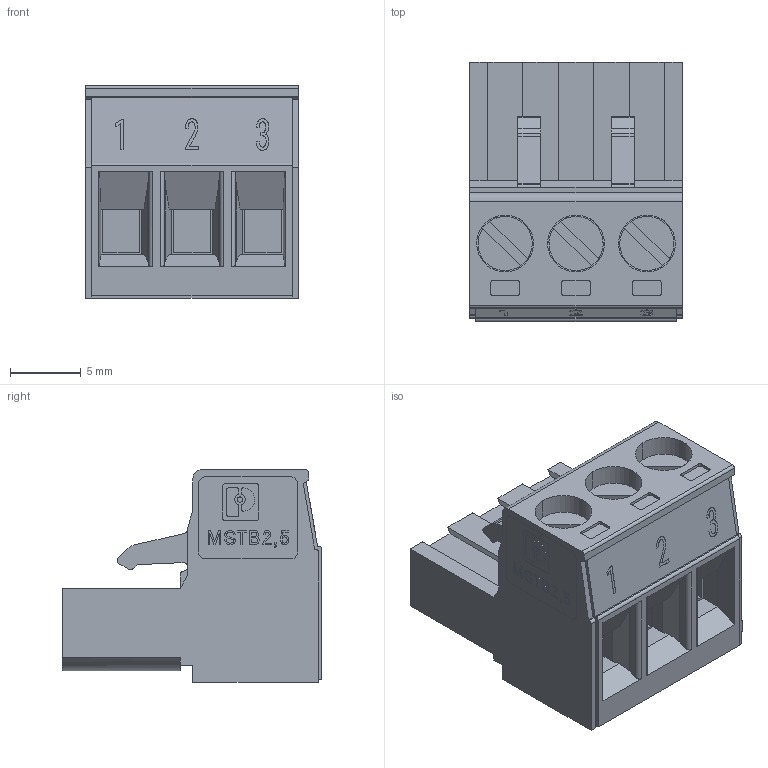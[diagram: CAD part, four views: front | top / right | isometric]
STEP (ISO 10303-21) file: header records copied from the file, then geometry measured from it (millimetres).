
FILE_DESCRIPTION(('STEP AP242'),'1');
FILE_NAME('1765344.stp','2023-05-12T10:12:56',('TraceParts'),('TraceParts S.A.'),'Spatial InterOp 3D',' ',' ');
FILE_SCHEMA(('AP242_MANAGED_MODEL_BASED_3D_ENGINEERING_MIM_LF {1 0 10303 442 1 1 4}'));
Length unit declared in the file: millimetre
Products named in the file (1): 1765344_1
Bounding box: 15.06 x 18.3 x 15 mm (x, y, z)
Volume: 2119.3 mm3; surface area: 3356.2 mm2
Topology: 10 solids, 10 shells, 735 faces, 2015 edges, 1332 vertices
Faces by surface type: plane 559, cylinder 164, bspline 6, cone 6
Entity records: 37975 total; most frequent: CARTESIAN_POINT 4946, ORIENTED_EDGE 4030, DIRECTION 3847, STYLED_ITEM 2345, PRESENTATION_STYLE_ASSIGNMENT 2345, COLOUR_RGB 2345, EDGE_CURVE 2015, LINE 1621
